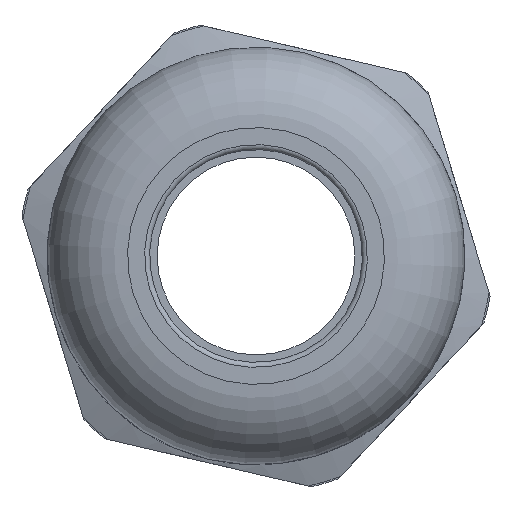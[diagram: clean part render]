
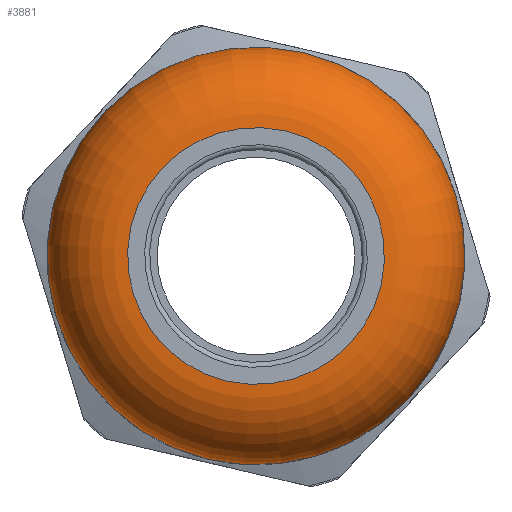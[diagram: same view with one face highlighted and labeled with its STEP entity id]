
A CAD part, left-side view. The second image highlights one B-rep face of the part: STEP entity #3881.
In plain terms, the highlighted toroidal (fillet/blend) face has major radius 5.145 mm and minor radius 3.22 mm.
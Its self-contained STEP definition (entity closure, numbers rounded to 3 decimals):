
#869=FACE_BOUND('',#1178,.T.);
#931=FACE_OUTER_BOUND('',#1177,.T.);
#1177=EDGE_LOOP('',(#2770));
#1178=EDGE_LOOP('',(#2771));
#1424=CIRCLE('',#4167,5.145);
#1440=CIRCLE('',#4203,8.365);
#1666=VERTEX_POINT('',#5873);
#1702=VERTEX_POINT('',#7125);
#2067=EDGE_CURVE('',#1666,#1666,#1424,.T.);
#2120=EDGE_CURVE('',#1702,#1702,#1440,.T.);
#2770=ORIENTED_EDGE('',*,*,#2120,.F.);
#2771=ORIENTED_EDGE('',*,*,#2067,.T.);
#3831=TOROIDAL_SURFACE('',#4202,5.145,3.22);
#3881=ADVANCED_FACE('',(#931,#869),#3831,.T.);
#4167=AXIS2_PLACEMENT_3D('',#5874,#4669,#4670);
#4202=AXIS2_PLACEMENT_3D('',#7124,#4754,#4755);
#4203=AXIS2_PLACEMENT_3D('',#7126,#4756,#4757);
#4669=DIRECTION('center_axis',(1.,0.,0.));
#4670=DIRECTION('ref_axis',(0.,0.,-1.));
#4754=DIRECTION('center_axis',(1.,0.,0.));
#4755=DIRECTION('ref_axis',(0.,0.,-1.));
#4756=DIRECTION('center_axis',(1.,0.,0.));
#4757=DIRECTION('ref_axis',(0.,0.,-1.));
#5873=CARTESIAN_POINT('',(-14.07,5.145,0.));
#5874=CARTESIAN_POINT('Origin',(-14.07,0.,0.));
#7124=CARTESIAN_POINT('Origin',(-10.85,0.,0.));
#7125=CARTESIAN_POINT('',(-10.85,8.365,0.));
#7126=CARTESIAN_POINT('Origin',(-10.85,0.,0.));
